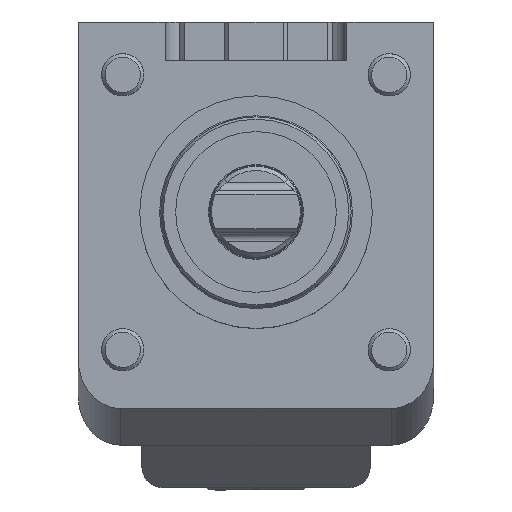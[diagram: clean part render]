
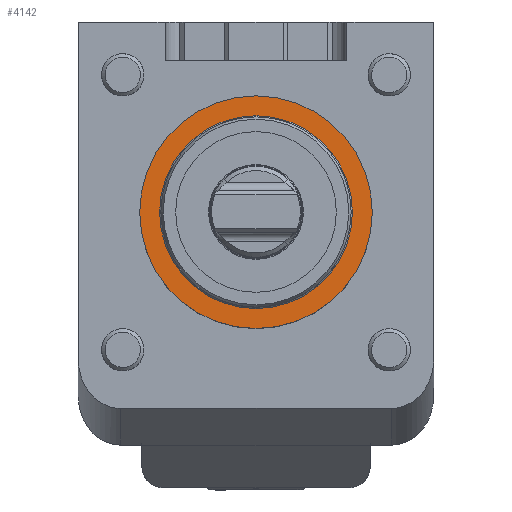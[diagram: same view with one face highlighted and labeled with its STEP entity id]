
A CAD part, top view. The second image highlights one B-rep face of the part: STEP entity #4142.
In plain terms, the highlighted planar face has unit normal (0, 0, 1).
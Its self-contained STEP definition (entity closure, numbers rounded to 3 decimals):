
#3365 = DIRECTION ( 'NONE',  ( -1., 0., 0. ) ) ;
#3722 = DIRECTION ( 'NONE',  ( 0., 0., -1. ) ) ;
#4142 = ADVANCED_FACE ( 'Defeature completata1_10', ( #21683, #11730 ), #31526, .T. ) ;
#4436 = EDGE_CURVE ( 'NONE', #13007, #13007, #8027, .T. ) ;
#5484 = CIRCLE ( 'NONE', #12118, 27.5 ) ;
#5745 = CARTESIAN_POINT ( 'NONE',  ( 0., 0., 28. ) ) ;
#6759 = DIRECTION ( 'NONE',  ( 0., 0., 1. ) ) ;
#8027 = CIRCLE ( 'NONE', #12091, 22.8 ) ;
#8989 = VERTEX_POINT ( 'NONE', #13633 ) ;
#11730 = FACE_OUTER_BOUND ( 'NONE', #20297, .T. ) ;
#12091 = AXIS2_PLACEMENT_3D ( 'NONE', #15395, #3722, #25378 ) ;
#12118 = AXIS2_PLACEMENT_3D ( 'NONE', #5745, #18058, #3365 ) ;
#13007 = VERTEX_POINT ( 'NONE', #19930 ) ;
#13126 = AXIS2_PLACEMENT_3D ( 'NONE', #21526, #6759, #29115 ) ;
#13633 = CARTESIAN_POINT ( 'NONE',  ( -27.5, 0., 28. ) ) ;
#15395 = CARTESIAN_POINT ( 'NONE',  ( 0., 0., 28. ) ) ;
#16193 = ORIENTED_EDGE ( 'NONE', *, *, #28142, .F. ) ;
#18058 = DIRECTION ( 'NONE',  ( 0., 0., -1. ) ) ;
#18788 = EDGE_LOOP ( 'NONE', ( #22285 ) ) ;
#19930 = CARTESIAN_POINT ( 'NONE',  ( 22.8, 0., 28. ) ) ;
#20297 = EDGE_LOOP ( 'NONE', ( #16193 ) ) ;
#21526 = CARTESIAN_POINT ( 'NONE',  ( 0., 0., 28. ) ) ;
#21683 = FACE_BOUND ( 'NONE', #18788, .T. ) ;
#22285 = ORIENTED_EDGE ( 'NONE', *, *, #4436, .T. ) ;
#25378 = DIRECTION ( 'NONE',  ( 1., 0., 0. ) ) ;
#28142 = EDGE_CURVE ( 'NONE', #8989, #8989, #5484, .T. ) ;
#29115 = DIRECTION ( 'NONE',  ( 1., 0., 0. ) ) ;
#31526 = PLANE ( 'NONE',  #13126 ) ;
